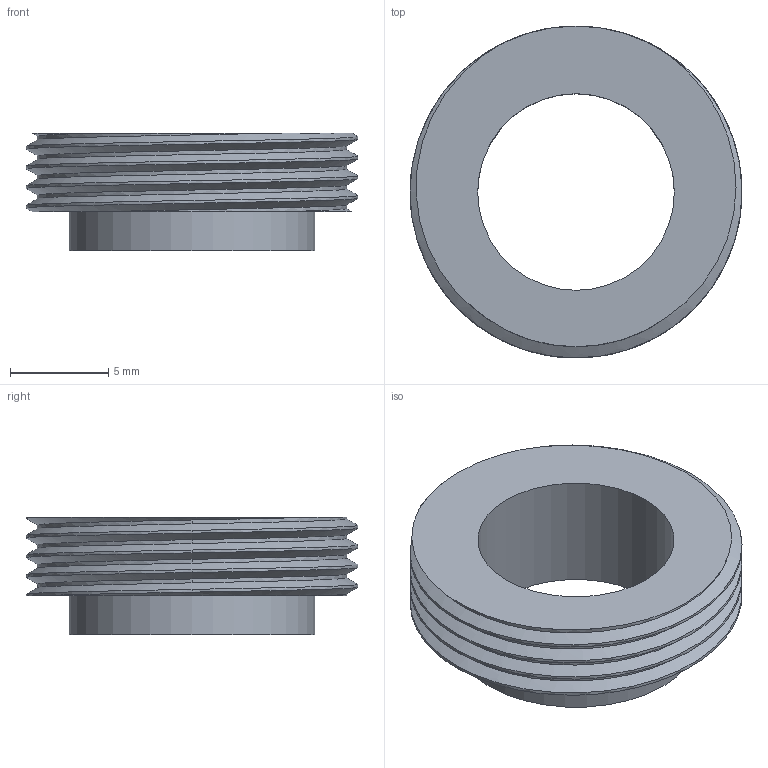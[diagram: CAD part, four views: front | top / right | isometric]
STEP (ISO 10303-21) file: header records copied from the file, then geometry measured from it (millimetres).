
FILE_DESCRIPTION(/* description */ (''),/* implementation_level */ '2;1');
FILE_NAME(/* name */ 'Gear Cap_v1.step',/* time_stamp */ '2024-02-15T15:47:37-05:00',/* author */ (''),/* organization */ (''),/* preprocessor_version */ 'ST-DEVELOPER v20',/* originating_system */ 'Autodesk Translation Framework v12.20.1.177',/* authorisation */ '');
FILE_SCHEMA (('AUTOMOTIVE_DESIGN { 1 0 10303 214 3 1 1 }'));
Length unit declared in the file: millimetre
Products named in the file (1): Gear Cap
Bounding box: 16.88 x 16.88 x 6 mm (x, y, z)
Volume: 607.5 mm3; surface area: 866.6 mm2
Topology: 1 solids, 1 shells, 17 faces, 42 edges, 28 vertices
Faces by surface type: cylinder 12, plane 3, bspline 2
Full cylindrical faces by diameter (mm): 10 x1, 12.5 x1, 15.741 x3, 16.884 x3
Entity records: 1875 total; most frequent: CARTESIAN_POINT 1476, ORIENTED_EDGE 84, DIRECTION 58, EDGE_CURVE 42, VERTEX_POINT 28, B_SPLINE_CURVE_WITH_KNOTS 24, AXIS2_PLACEMENT_3D 24, EDGE_LOOP 20
